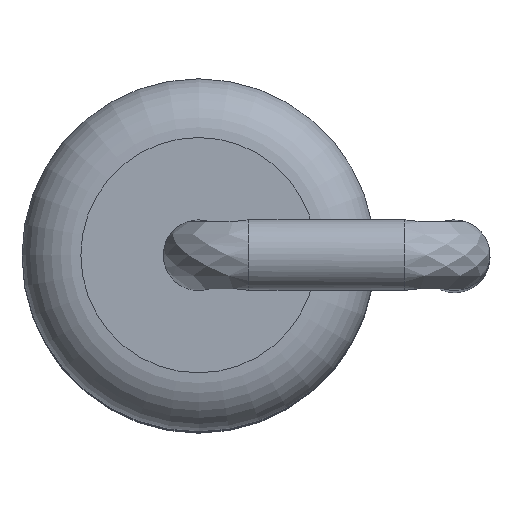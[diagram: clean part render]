
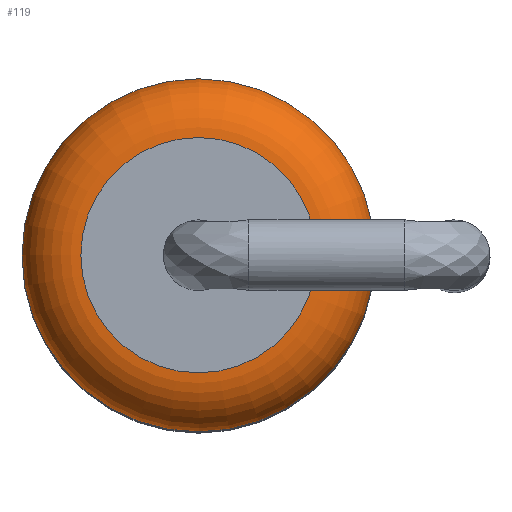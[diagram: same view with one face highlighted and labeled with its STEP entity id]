
A CAD part, top view. The second image highlights one B-rep face of the part: STEP entity #119.
In plain terms, the highlighted toroidal (fillet/blend) face has major radius 1.167 mm and minor radius 0.583 mm.
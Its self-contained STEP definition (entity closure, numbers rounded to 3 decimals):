
#13=DIRECTION('',(0.,0.,1.));
#14=DIRECTION('',(1.,0.,0.));
#41=DIRECTION('',(0.,-1.,0.));
#87=VERTEX_POINT('',#88);
#88=CARTESIAN_POINT('',(0.48,0.,8.717));
#92=EDGE_CURVE('',#87,#87,#93,.T.);
#93=CIRCLE('',#94,1.75);
#94=AXIS2_PLACEMENT_3D('',#95,#13,#14);
#95=CARTESIAN_POINT('',(-1.27,0.,8.717));
#119=ADVANCED_FACE('',(#120),#136,.T.);
#120=FACE_BOUND('',#121,.T.);
#121=EDGE_LOOP('',(#122,#129,#130,#131));
#122=ORIENTED_EDGE('',*,*,#123,.F.);
#123=EDGE_CURVE('',#87,#124,#126,.T.);
#124=VERTEX_POINT('',#125);
#125=CARTESIAN_POINT('',(-0.103,0.,9.3));
#126=CIRCLE('',#127,0.583);
#127=AXIS2_PLACEMENT_3D('',#128,#41,#14);
#128=CARTESIAN_POINT('',(-0.103,0.,8.717));
#129=ORIENTED_EDGE('',*,*,#92,.T.);
#130=ORIENTED_EDGE('',*,*,#123,.T.);
#131=ORIENTED_EDGE('',*,*,#132,.F.);
#132=EDGE_CURVE('',#124,#124,#133,.T.);
#133=CIRCLE('',#134,1.167);
#134=AXIS2_PLACEMENT_3D('',#135,#13,#14);
#135=CARTESIAN_POINT('',(-1.27,0.,9.3));
#136=TOROIDAL_SURFACE('',#94,1.167,0.583);
